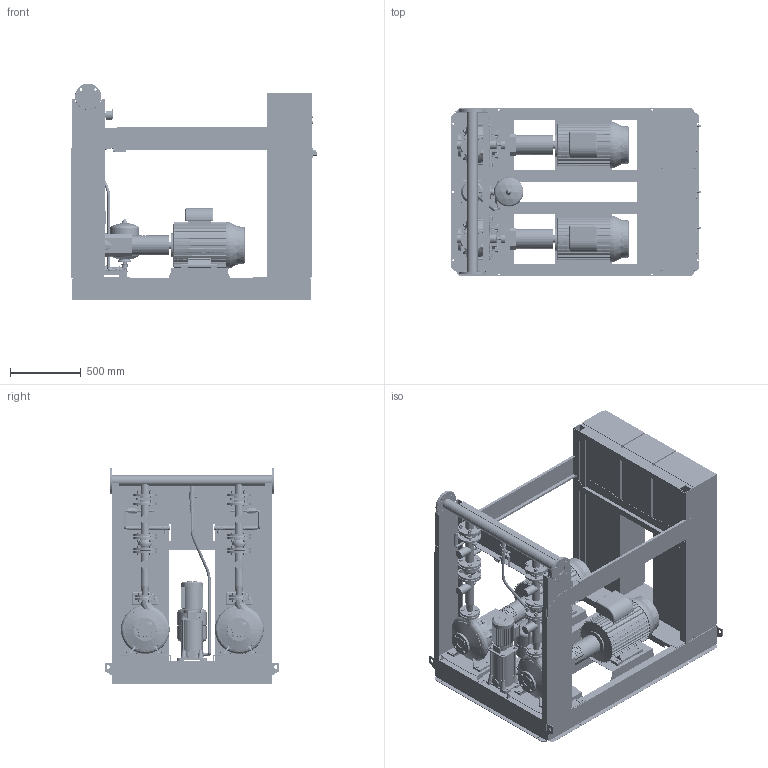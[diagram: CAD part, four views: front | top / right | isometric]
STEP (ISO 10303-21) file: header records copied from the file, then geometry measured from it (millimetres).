
FILE_DESCRIPTION((''),'2;1');
FILE_NAME('3d_Sifire-EN-32_250-225-18.5_18.5_1.1EEJ-4183931.stp','2015-05-25T14:13:52',(''),(''),'Mechanical Desktop 2009','Mechanical Desktop 2009',', , ');
FILE_SCHEMA(('CONFIG_CONTROL_DESIGN'));
Length unit declared in the file: millimetre
Products named in the file (1): Product
Bounding box: 1754.5 x 1230 x 1527.5 mm (x, y, z)
Volume: 489555568.4 mm3; surface area: 32003621.9 mm2
Topology: 225 solids, 225 shells, 5824 faces, 14145 edges, 9007 vertices
Faces by surface type: plane 2158, bspline 1810, cylinder 1174, cone 496, torus 148, sphere 38
Entity records: 189042 total; most frequent: CARTESIAN_POINT 60181, ORIENTED_EDGE 28226, DIRECTION 24315, EDGE_CURVE 14113, VERTEX_POINT 9005, AXIS2_PLACEMENT_3D 8266, VECTOR 7783, LINE 7783
